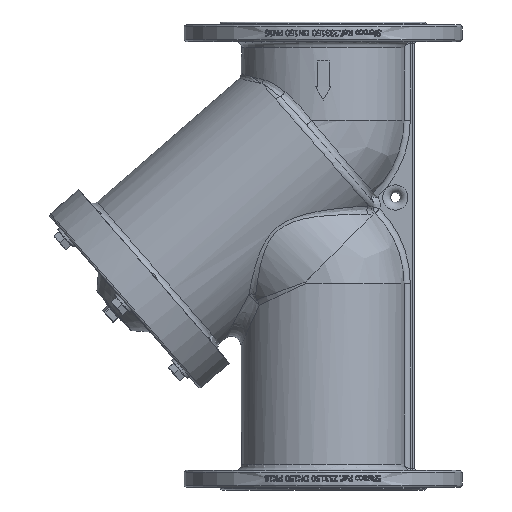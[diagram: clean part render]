
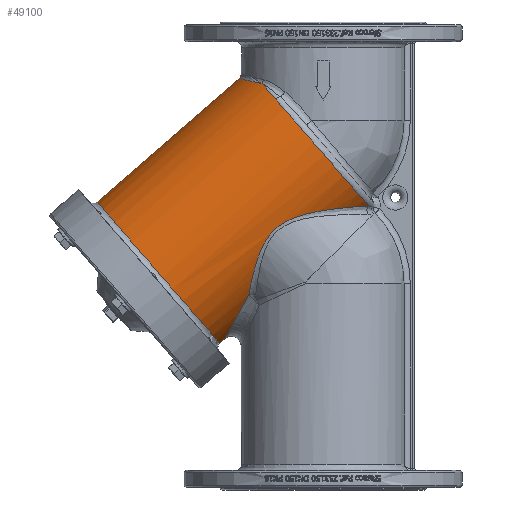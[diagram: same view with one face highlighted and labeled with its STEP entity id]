
A CAD part, left-side view. The second image highlights one B-rep face of the part: STEP entity #49100.
In plain terms, the highlighted cylindrical face has radius 96 mm (diameter 192 mm), a full revolution.
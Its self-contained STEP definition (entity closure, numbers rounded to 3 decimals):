
#1303=B_SPLINE_CURVE_WITH_KNOTS('',3,(#62084,#62085,#62086,#62087,#62088,
#62089,#62090,#62091,#62092,#62093,#62094,#62095,#62096,#62097),
 .UNSPECIFIED.,.F.,.F.,(4,1,1,1,1,1,1,1,1,1,1,4),(102.591,105.016,
107.442,108.25,109.059,109.867,111.484,
112.293,113.506,114.718,117.144,119.57),
 .UNSPECIFIED.);
#3721=B_SPLINE_CURVE_WITH_KNOTS('',3,(#110821,#110822,#110823,#110824,#110825,
#110826,#110827,#110828,#110829,#110830,#110831,#110832,#110833,#110834,
#110835,#110836,#110837),.UNSPECIFIED.,.F.,.F.,(4,1,1,1,1,1,1,1,1,1,1,1,
1,1,4),(64.665,67.555,70.445,71.889,
73.334,74.297,76.224,76.946,77.668,
78.03,79.113,80.558,82.003,82.725,
84.892),.UNSPECIFIED.);
#3722=B_SPLINE_CURVE_WITH_KNOTS('',3,(#110839,#110840,#110841,#110842,#110843,
#110844,#110845,#110846,#110847,#110848,#110849,#110850,#110851),
 .UNSPECIFIED.,.F.,.F.,(4,1,1,1,1,1,1,1,1,1,4),(12.089,14.044,
15.998,18.442,18.93,19.419,19.664,
19.908,22.84,23.817,25.772),
 .UNSPECIFIED.);
#3723=B_SPLINE_CURVE_WITH_KNOTS('',3,(#110852,#110853,#110854,#110855,#110856,
#110857,#110858,#110859,#110860,#110861,#110862,#110863,#110864,#110865,
#110866,#110867),.UNSPECIFIED.,.F.,.F.,(4,1,1,1,1,1,1,1,1,1,1,1,1,4),(51.585,
54.626,56.146,56.906,57.666,59.186,
59.946,60.706,62.227,63.747,65.267,
66.787,69.827,71.812),.UNSPECIFIED.);
#10673=CYLINDRICAL_SURFACE('',#51513,96.);
#11023=FACE_BOUND('',#16529,.T.);
#13598=FACE_OUTER_BOUND('',#16528,.T.);
#16528=EDGE_LOOP('',(#42641,#42642,#42643,#42644,#42645,#42646,#42647,#42648));
#16529=EDGE_LOOP('',(#42649));
#16798=CIRCLE('',#49581,96.);
#16822=CIRCLE('',#49611,96.);
#16824=CIRCLE('',#49614,96.);
#17620=CIRCLE('',#51512,96.);
#17621=CIRCLE('',#51514,96.);
#17936=VERTEX_POINT('',#61028);
#17937=VERTEX_POINT('',#61030);
#17938=VERTEX_POINT('',#61068);
#17953=VERTEX_POINT('',#61343);
#17970=VERTEX_POINT('',#61672);
#17971=VERTEX_POINT('',#61676);
#17976=VERTEX_POINT('',#61797);
#17982=VERTEX_POINT('',#61895);
#22209=VERTEX_POINT('',#110818);
#22675=EDGE_CURVE('',#17936,#17937,#16798,.T.);
#22728=EDGE_CURVE('',#17970,#17953,#16822,.T.);
#22730=EDGE_CURVE('',#17971,#17970,#16824,.T.);
#22753=EDGE_CURVE('',#17982,#17976,#1303,.T.);
#29057=EDGE_CURVE('',#22209,#22209,#17620,.T.);
#29058=EDGE_CURVE('',#17937,#17982,#3721,.T.);
#29059=EDGE_CURVE('',#17938,#17936,#17621,.T.);
#29060=EDGE_CURVE('',#17953,#17938,#3722,.T.);
#29061=EDGE_CURVE('',#17976,#17971,#3723,.T.);
#42641=ORIENTED_EDGE('',*,*,#22753,.F.);
#42642=ORIENTED_EDGE('',*,*,#29058,.F.);
#42643=ORIENTED_EDGE('',*,*,#22675,.F.);
#42644=ORIENTED_EDGE('',*,*,#29059,.F.);
#42645=ORIENTED_EDGE('',*,*,#29060,.F.);
#42646=ORIENTED_EDGE('',*,*,#22728,.F.);
#42647=ORIENTED_EDGE('',*,*,#22730,.F.);
#42648=ORIENTED_EDGE('',*,*,#29061,.F.);
#42649=ORIENTED_EDGE('',*,*,#29057,.F.);
#49100=ADVANCED_FACE('',(#13598,#11023),#10673,.T.);
#49581=AXIS2_PLACEMENT_3D('',#61031,#52586,#52587);
#49611=AXIS2_PLACEMENT_3D('',#61674,#52650,#52651);
#49614=AXIS2_PLACEMENT_3D('',#61678,#52656,#52657);
#51512=AXIS2_PLACEMENT_3D('',#110819,#59547,#59548);
#51513=AXIS2_PLACEMENT_3D('',#110820,#59549,#59550);
#51514=AXIS2_PLACEMENT_3D('',#110838,#59551,#59552);
#52586=DIRECTION('center_axis',(0.,-0.755,0.656));
#52587=DIRECTION('ref_axis',(-0.942,-0.22,-0.253));
#52650=DIRECTION('center_axis',(0.,-0.755,0.656));
#52651=DIRECTION('ref_axis',(0.694,0.472,0.544));
#52656=DIRECTION('center_axis',(0.,-0.755,0.656));
#52657=DIRECTION('ref_axis',(0.954,-0.197,-0.226));
#59547=DIRECTION('center_axis',(0.,0.755,-0.656));
#59548=DIRECTION('ref_axis',(-1.,0.,0.));
#59549=DIRECTION('center_axis',(0.,-0.755,0.656));
#59550=DIRECTION('ref_axis',(-1.,0.,0.));
#59551=DIRECTION('center_axis',(0.,-0.755,0.656));
#59552=DIRECTION('ref_axis',(-0.694,0.472,0.544));
#61028=CARTESIAN_POINT('',(-78.352,48.845,-58.961));
#61030=CARTESIAN_POINT('',(-33.96,-46.456,-168.592));
#61031=CARTESIAN_POINT('Origin',(0.,12.453,-100.825));
#61068=CARTESIAN_POINT('',(-57.907,62.686,-43.038));
#61343=CARTESIAN_POINT('',(57.907,62.686,-43.038));
#61672=CARTESIAN_POINT('',(78.352,48.845,-58.961));
#61674=CARTESIAN_POINT('Origin',(0.,12.453,-100.825));
#61676=CARTESIAN_POINT('',(33.96,-46.455,-168.592));
#61678=CARTESIAN_POINT('Origin',(0.,12.453,-100.825));
#61797=CARTESIAN_POINT('',(56.045,76.083,-259.411));
#61895=CARTESIAN_POINT('',(-56.045,76.083,-259.411));
#62084=CARTESIAN_POINT('Ctrl Pts',(-56.045,76.083,-259.411));
#62085=CARTESIAN_POINT('Ctrl Pts',(-52.668,79.51,-265.609));
#62086=CARTESIAN_POINT('Ctrl Pts',(-45.13,86.093,-277.648));
#62087=CARTESIAN_POINT('Ctrl Pts',(-33.819,92.79,-290.079));
#62088=CARTESIAN_POINT('Ctrl Pts',(-24.091,96.606,-297.206));
#62089=CARTESIAN_POINT('Ctrl Pts',(-17.738,98.488,-300.728));
#62090=CARTESIAN_POINT('Ctrl Pts',(-8.619,100.328,-304.179));
#62091=CARTESIAN_POINT('Ctrl Pts',(1.269,100.839,-305.14));
#62092=CARTESIAN_POINT('Ctrl Pts',(12.103,99.737,-303.071));
#62093=CARTESIAN_POINT('Ctrl Pts',(21.088,97.701,-299.253));
#62094=CARTESIAN_POINT('Ctrl Pts',(33.012,93.267,-290.966));
#62095=CARTESIAN_POINT('Ctrl Pts',(45.13,86.094,-277.648));
#62096=CARTESIAN_POINT('Ctrl Pts',(52.668,79.51,-265.609));
#62097=CARTESIAN_POINT('Ctrl Pts',(56.045,76.083,-259.411));
#110818=CARTESIAN_POINT('',(96.,169.055,-236.957));
#110819=CARTESIAN_POINT('Origin',(0.,169.055,-236.957));
#110820=CARTESIAN_POINT('Origin',(0.,173.583,-240.894));
#110821=CARTESIAN_POINT('Ctrl Pts',(-33.96,-46.456,
-168.592));
#110822=CARTESIAN_POINT('Ctrl Pts',(-41.699,-41.638,
-168.903));
#110823=CARTESIAN_POINT('Ctrl Pts',(-55.477,-29.2,
-169.775));
#110824=CARTESIAN_POINT('Ctrl Pts',(-68.192,-9.679,
-171.764));
#110825=CARTESIAN_POINT('Ctrl Pts',(-75.876,7.223,
-174.471));
#110826=CARTESIAN_POINT('Ctrl Pts',(-79.883,18.893,
-177.114));
#110827=CARTESIAN_POINT('Ctrl Pts',(-83.269,32.065,
-181.336));
#110828=CARTESIAN_POINT('Ctrl Pts',(-84.823,42.833,-186.794));
#110829=CARTESIAN_POINT('Ctrl Pts',(-84.762,51.289,-194.308));
#110830=CARTESIAN_POINT('Ctrl Pts',(-84.277,55.171,-198.879));
#110831=CARTESIAN_POINT('Ctrl Pts',(-83.315,59.255,-204.726));
#110832=CARTESIAN_POINT('Ctrl Pts',(-81.392,63.704,-212.972));
#110833=CARTESIAN_POINT('Ctrl Pts',(-77.457,68.058,-224.59));
#110834=CARTESIAN_POINT('Ctrl Pts',(-72.704,70.931,
-234.917));
#110835=CARTESIAN_POINT('Ctrl Pts',(-65.979,73.748,
-246.845));
#110836=CARTESIAN_POINT('Ctrl Pts',(-60.594,75.174,
-254.288));
#110837=CARTESIAN_POINT('Ctrl Pts',(-56.045,76.083,
-259.411));
#110838=CARTESIAN_POINT('Origin',(0.,12.453,-100.825));
#110839=CARTESIAN_POINT('Ctrl Pts',(57.907,62.686,-43.038));
#110840=CARTESIAN_POINT('Ctrl Pts',(53.492,66.948,-42.318));
#110841=CARTESIAN_POINT('Ctrl Pts',(43.787,74.475,-40.746));
#110842=CARTESIAN_POINT('Ctrl Pts',(25.789,83.005,-38.636));
#110843=CARTESIAN_POINT('Ctrl Pts',(10.68,85.984,-37.828));
#110844=CARTESIAN_POINT('Ctrl Pts',(0.,86.277,
-37.751));
#110845=CARTESIAN_POINT('Ctrl Pts',(-3.814,86.172,
-37.779));
#110846=CARTESIAN_POINT('Ctrl Pts',(-6.858,85.96,
-37.836));
#110847=CARTESIAN_POINT('Ctrl Pts',(-17.49,84.927,
-38.109));
#110848=CARTESIAN_POINT('Ctrl Pts',(-30.117,81.324,
-39.084));
#110849=CARTESIAN_POINT('Ctrl Pts',(-46.211,72.592,
-41.141));
#110850=CARTESIAN_POINT('Ctrl Pts',(-53.492,66.948,
-42.318));
#110851=CARTESIAN_POINT('Ctrl Pts',(-57.907,62.686,
-43.038));
#110852=CARTESIAN_POINT('Ctrl Pts',(56.045,76.083,-259.411));
#110853=CARTESIAN_POINT('Ctrl Pts',(62.429,74.808,-252.221));
#110854=CARTESIAN_POINT('Ctrl Pts',(70.496,72.444,-240.092));
#110855=CARTESIAN_POINT('Ctrl Pts',(77.282,68.075,-224.802));
#110856=CARTESIAN_POINT('Ctrl Pts',(80.366,64.775,-215.948));
#110857=CARTESIAN_POINT('Ctrl Pts',(82.881,60.793,-207.152));
#110858=CARTESIAN_POINT('Ctrl Pts',(84.46,55.424,-198.657));
#110859=CARTESIAN_POINT('Ctrl Pts',(84.861,48.267,-191.429));
#110860=CARTESIAN_POINT('Ctrl Pts',(84.461,40.119,-185.347));
#110861=CARTESIAN_POINT('Ctrl Pts',(82.588,28.752,-180.011));
#110862=CARTESIAN_POINT('Ctrl Pts',(78.679,14.833,-176.042));
#110863=CARTESIAN_POINT('Ctrl Pts',(73.349,1.192,-173.413));
#110864=CARTESIAN_POINT('Ctrl Pts',(64.397,-16.18,
-171.011));
#110865=CARTESIAN_POINT('Ctrl Pts',(51.753,-33.067,
-169.502));
#110866=CARTESIAN_POINT('Ctrl Pts',(39.267,-43.144,
-168.806));
#110867=CARTESIAN_POINT('Ctrl Pts',(33.958,-46.453,
-168.592));
